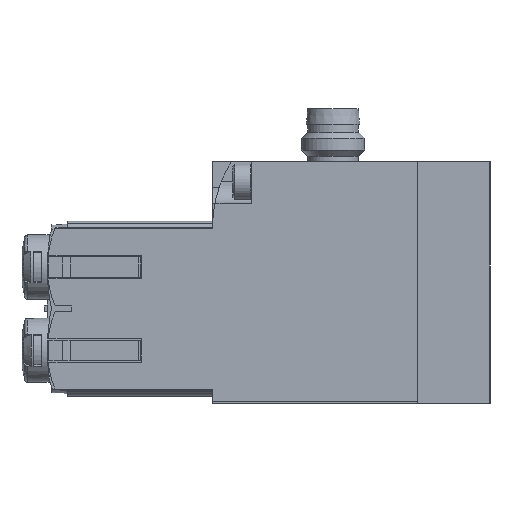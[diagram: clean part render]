
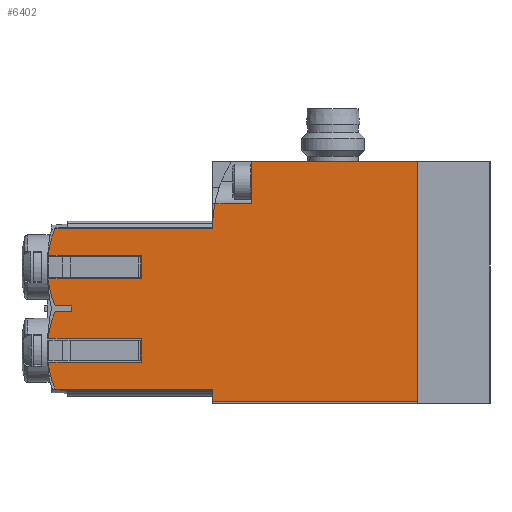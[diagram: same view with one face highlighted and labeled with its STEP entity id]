
A CAD part, left-side view. The second image highlights one B-rep face of the part: STEP entity #6402.
In plain terms, the highlighted planar face has unit normal (-1, 0, 0).
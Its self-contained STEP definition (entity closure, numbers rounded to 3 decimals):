
#152=LINE('',#10242,#635);
#164=LINE('',#10265,#647);
#165=LINE('',#10267,#648);
#166=LINE('',#10271,#649);
#167=LINE('',#10273,#650);
#168=LINE('',#10275,#651);
#169=LINE('',#10279,#652);
#170=LINE('',#10281,#653);
#171=LINE('',#10283,#654);
#172=LINE('',#10287,#655);
#173=LINE('',#10289,#656);
#174=LINE('',#10291,#657);
#175=LINE('',#10295,#658);
#176=LINE('',#10297,#659);
#177=LINE('',#10299,#660);
#178=LINE('',#10301,#661);
#179=LINE('',#10302,#662);
#635=VECTOR('',#8016,1000.);
#647=VECTOR('',#8032,1000.);
#648=VECTOR('',#8033,1000.);
#649=VECTOR('',#8036,1000.);
#650=VECTOR('',#8037,1000.);
#651=VECTOR('',#8038,1000.);
#652=VECTOR('',#8041,1000.);
#653=VECTOR('',#8042,1000.);
#654=VECTOR('',#8043,1000.);
#655=VECTOR('',#8046,1000.);
#656=VECTOR('',#8047,1000.);
#657=VECTOR('',#8048,1000.);
#658=VECTOR('',#8051,1000.);
#659=VECTOR('',#8052,1000.);
#660=VECTOR('',#8053,1000.);
#661=VECTOR('',#8054,1000.);
#662=VECTOR('',#8055,1000.);
#1085=PLANE('',#6990);
#1796=ORIENTED_EDGE('',*,*,#3321,.F.);
#1797=ORIENTED_EDGE('',*,*,#3300,.F.);
#1798=ORIENTED_EDGE('',*,*,#3322,.F.);
#1799=ORIENTED_EDGE('',*,*,#3323,.F.);
#1800=ORIENTED_EDGE('',*,*,#3324,.F.);
#1801=ORIENTED_EDGE('',*,*,#3325,.F.);
#1802=ORIENTED_EDGE('',*,*,#3326,.F.);
#1803=ORIENTED_EDGE('',*,*,#3327,.F.);
#1804=ORIENTED_EDGE('',*,*,#3328,.F.);
#1805=ORIENTED_EDGE('',*,*,#3329,.F.);
#1806=ORIENTED_EDGE('',*,*,#3330,.F.);
#1807=ORIENTED_EDGE('',*,*,#3331,.F.);
#1808=ORIENTED_EDGE('',*,*,#3332,.F.);
#1809=ORIENTED_EDGE('',*,*,#3333,.F.);
#1810=ORIENTED_EDGE('',*,*,#3334,.F.);
#1811=ORIENTED_EDGE('',*,*,#3335,.F.);
#1812=ORIENTED_EDGE('',*,*,#3336,.F.);
#1813=ORIENTED_EDGE('',*,*,#3337,.F.);
#1814=ORIENTED_EDGE('',*,*,#3338,.F.);
#1815=ORIENTED_EDGE('',*,*,#3339,.F.);
#1816=ORIENTED_EDGE('',*,*,#3309,.F.);
#1817=ORIENTED_EDGE('',*,*,#3340,.F.);
#3300=EDGE_CURVE('',#4134,#4135,#4700,.T.);
#3309=EDGE_CURVE('',#4142,#4143,#152,.T.);
#3321=EDGE_CURVE('',#4135,#4152,#164,.T.);
#3322=EDGE_CURVE('',#4153,#4134,#165,.T.);
#3323=EDGE_CURVE('',#4154,#4153,#4703,.T.);
#3324=EDGE_CURVE('',#4155,#4154,#166,.T.);
#3325=EDGE_CURVE('',#4156,#4155,#167,.T.);
#3326=EDGE_CURVE('',#4157,#4156,#168,.T.);
#3327=EDGE_CURVE('',#4158,#4157,#4704,.T.);
#3328=EDGE_CURVE('',#4159,#4158,#169,.T.);
#3329=EDGE_CURVE('',#4160,#4159,#170,.T.);
#3330=EDGE_CURVE('',#4161,#4160,#171,.T.);
#3331=EDGE_CURVE('',#4162,#4161,#4705,.T.);
#3332=EDGE_CURVE('',#4163,#4162,#172,.T.);
#3333=EDGE_CURVE('',#4164,#4163,#173,.T.);
#3334=EDGE_CURVE('',#4165,#4164,#174,.T.);
#3335=EDGE_CURVE('',#4166,#4165,#4706,.T.);
#3336=EDGE_CURVE('',#4167,#4166,#175,.T.);
#3337=EDGE_CURVE('',#4168,#4167,#176,.T.);
#3338=EDGE_CURVE('',#4169,#4168,#177,.T.);
#3339=EDGE_CURVE('',#4143,#4169,#178,.T.);
#3340=EDGE_CURVE('',#4152,#4142,#179,.T.);
#4134=VERTEX_POINT('',#10219);
#4135=VERTEX_POINT('',#10221);
#4142=VERTEX_POINT('',#10241);
#4143=VERTEX_POINT('',#10243);
#4152=VERTEX_POINT('',#10266);
#4153=VERTEX_POINT('',#10268);
#4154=VERTEX_POINT('',#10270);
#4155=VERTEX_POINT('',#10272);
#4156=VERTEX_POINT('',#10274);
#4157=VERTEX_POINT('',#10276);
#4158=VERTEX_POINT('',#10278);
#4159=VERTEX_POINT('',#10280);
#4160=VERTEX_POINT('',#10282);
#4161=VERTEX_POINT('',#10284);
#4162=VERTEX_POINT('',#10286);
#4163=VERTEX_POINT('',#10288);
#4164=VERTEX_POINT('',#10290);
#4165=VERTEX_POINT('',#10292);
#4166=VERTEX_POINT('',#10294);
#4167=VERTEX_POINT('',#10296);
#4168=VERTEX_POINT('',#10298);
#4169=VERTEX_POINT('',#10300);
#4700=CIRCLE('',#6985,16.);
#4703=CIRCLE('',#6991,12.5);
#4704=CIRCLE('',#6992,12.5);
#4705=CIRCLE('',#6993,12.5);
#4706=CIRCLE('',#6994,12.5);
#5137=EDGE_LOOP('',(#1796,#1797,#1798,#1799,#1800,#1801,#1802,#1803,#1804,
#1805,#1806,#1807,#1808,#1809,#1810,#1811,#1812,#1813,#1814,#1815,#1816,
#1817));
#5776=FACE_BOUND('',#5137,.T.);
#6402=ADVANCED_FACE('',(#5776),#1085,.F.);
#6985=AXIS2_PLACEMENT_3D('',#10220,#8003,#8004);
#6990=AXIS2_PLACEMENT_3D('',#10264,#8030,#8031);
#6991=AXIS2_PLACEMENT_3D('',#10269,#8034,#8035);
#6992=AXIS2_PLACEMENT_3D('',#10277,#8039,#8040);
#6993=AXIS2_PLACEMENT_3D('',#10285,#8044,#8045);
#6994=AXIS2_PLACEMENT_3D('',#10293,#8049,#8050);
#8003=DIRECTION('',(1.,0.,0.));
#8004=DIRECTION('',(0.,0.,-1.));
#8016=DIRECTION('',(0.,-1.,0.));
#8030=DIRECTION('',(1.,0.,0.));
#8031=DIRECTION('',(0.,0.,-1.));
#8032=DIRECTION('',(0.,-1.,0.));
#8033=DIRECTION('',(0.,-1.,0.));
#8034=DIRECTION('',(1.,0.,0.));
#8035=DIRECTION('',(0.,0.,-1.));
#8036=DIRECTION('',(0.,1.,0.));
#8037=DIRECTION('',(0.,0.,1.));
#8038=DIRECTION('',(0.,-1.,0.));
#8039=DIRECTION('',(1.,0.,0.));
#8040=DIRECTION('',(0.,0.,-1.));
#8041=DIRECTION('',(0.,1.,0.));
#8042=DIRECTION('',(0.,0.,1.));
#8043=DIRECTION('',(0.,-1.,0.));
#8044=DIRECTION('',(1.,0.,0.));
#8045=DIRECTION('',(0.,0.,-1.));
#8046=DIRECTION('',(0.,1.,0.));
#8047=DIRECTION('',(0.,0.,1.));
#8048=DIRECTION('',(0.,-1.,0.));
#8049=DIRECTION('',(1.,0.,0.));
#8050=DIRECTION('',(0.,0.,-1.));
#8051=DIRECTION('',(0.,1.,0.));
#8052=DIRECTION('',(0.,0.,1.));
#8053=DIRECTION('',(0.,1.,0.));
#8054=DIRECTION('',(0.,0.,-1.));
#8055=DIRECTION('',(0.,0.,1.));
#10219=CARTESIAN_POINT('',(0.,25.9,6.7));
#10220=CARTESIAN_POINT('',(0.,9.9,6.704));
#10221=CARTESIAN_POINT('',(0.,25.598,9.8));
#10241=CARTESIAN_POINT('',(0.,21.,15.1));
#10242=CARTESIAN_POINT('',(0.,23.52,15.1));
#10243=CARTESIAN_POINT('',(0.,0.,15.1));
#10264=CARTESIAN_POINT('',(0.,9.9,6.704));
#10265=CARTESIAN_POINT('',(0.,9.9,9.8));
#10266=CARTESIAN_POINT('',(0.,21.,9.8));
#10267=CARTESIAN_POINT('',(0.,45.75,6.7));
#10268=CARTESIAN_POINT('',(0.,45.75,6.7));
#10269=CARTESIAN_POINT('',(0.,34.25,1.8));
#10270=CARTESIAN_POINT('',(0.,46.66,3.3));
#10271=CARTESIAN_POINT('',(0.,34.9,3.3));
#10272=CARTESIAN_POINT('',(0.,34.9,3.3));
#10273=CARTESIAN_POINT('',(0.,34.9,0.3));
#10274=CARTESIAN_POINT('',(0.,34.9,0.3));
#10275=CARTESIAN_POINT('',(0.,46.66,0.3));
#10276=CARTESIAN_POINT('',(0.,46.66,0.3));
#10277=CARTESIAN_POINT('',(0.,34.25,1.8));
#10278=CARTESIAN_POINT('',(0.,45.75,-3.1));
#10279=CARTESIAN_POINT('',(0.,43.72,-3.1));
#10280=CARTESIAN_POINT('',(0.,43.72,-3.1));
#10281=CARTESIAN_POINT('',(0.,43.72,-3.8));
#10282=CARTESIAN_POINT('',(0.,43.72,-3.8));
#10283=CARTESIAN_POINT('',(0.,45.75,-3.8));
#10284=CARTESIAN_POINT('',(0.,45.75,-3.8));
#10285=CARTESIAN_POINT('',(0.,34.25,-8.7));
#10286=CARTESIAN_POINT('',(0.,46.66,-7.2));
#10287=CARTESIAN_POINT('',(0.,34.9,-7.2));
#10288=CARTESIAN_POINT('',(0.,34.9,-7.2));
#10289=CARTESIAN_POINT('',(0.,34.9,-10.2));
#10290=CARTESIAN_POINT('',(0.,34.9,-10.2));
#10291=CARTESIAN_POINT('',(0.,46.66,-10.2));
#10292=CARTESIAN_POINT('',(0.,46.66,-10.2));
#10293=CARTESIAN_POINT('',(0.,34.25,-8.7));
#10294=CARTESIAN_POINT('',(0.,45.75,-13.6));
#10295=CARTESIAN_POINT('',(0.,25.9,-13.6));
#10296=CARTESIAN_POINT('',(0.,25.9,-13.6));
#10297=CARTESIAN_POINT('',(0.,25.9,-15.1));
#10298=CARTESIAN_POINT('',(0.,25.9,-15.1));
#10299=CARTESIAN_POINT('',(0.,0.,-15.1));
#10300=CARTESIAN_POINT('',(0.,0.,-15.1));
#10301=CARTESIAN_POINT('',(0.,0.,15.1));
#10302=CARTESIAN_POINT('',(0.,21.,6.704));
